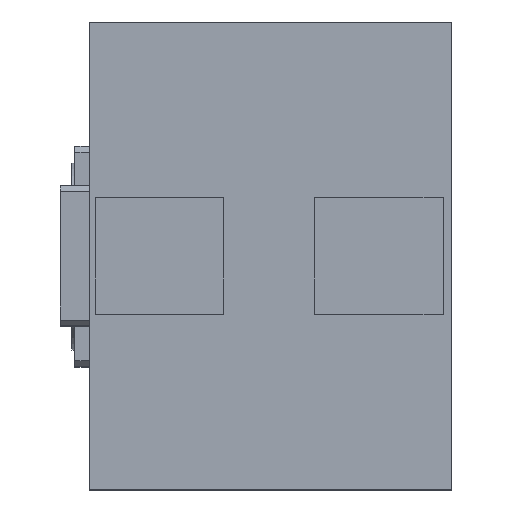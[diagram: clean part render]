
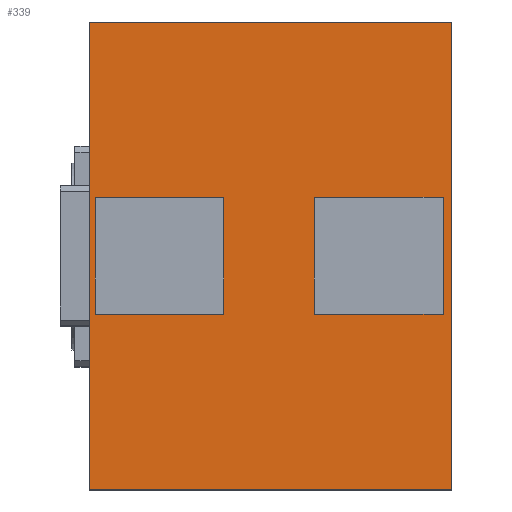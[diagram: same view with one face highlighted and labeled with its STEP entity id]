
A CAD part, top view. The second image highlights one B-rep face of the part: STEP entity #339.
In plain terms, the highlighted planar face has unit normal (0, 0, 1).
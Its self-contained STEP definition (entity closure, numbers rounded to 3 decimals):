
#41=LINE('',#1371,#147);
#42=LINE('',#1373,#148);
#43=LINE('',#1376,#149);
#44=LINE('',#1378,#150);
#45=LINE('',#1380,#151);
#46=LINE('',#1381,#152);
#47=LINE('',#1384,#153);
#48=LINE('',#1386,#154);
#49=LINE('',#1388,#155);
#50=LINE('',#1389,#156);
#51=LINE('',#1391,#157);
#52=LINE('',#1393,#158);
#53=LINE('',#1395,#159);
#54=LINE('',#1397,#160);
#147=VECTOR('',#1061,1.);
#148=VECTOR('',#1064,1.);
#149=VECTOR('',#1065,1.);
#150=VECTOR('',#1066,1.);
#151=VECTOR('',#1067,1.);
#152=VECTOR('',#1068,1.);
#153=VECTOR('',#1069,1.);
#154=VECTOR('',#1070,1.);
#155=VECTOR('',#1071,1.);
#156=VECTOR('',#1072,1.);
#157=VECTOR('',#1073,1.);
#158=VECTOR('',#1074,1.);
#159=VECTOR('',#1075,1.);
#160=VECTOR('',#1076,1.);
#252=PLANE('',#977);
#339=ADVANCED_FACE('',(#394,#395,#396),#252,.T.);
#394=FACE_BOUND('',#415,.T.);
#395=FACE_BOUND('',#416,.T.);
#396=FACE_BOUND('',#417,.T.);
#415=EDGE_LOOP('',(#480,#481,#482,#483));
#416=EDGE_LOOP('',(#484,#485,#486,#487));
#417=EDGE_LOOP('',(#488,#489,#490,#491,#492,#493));
#480=ORIENTED_EDGE('',*,*,#811,.T.);
#481=ORIENTED_EDGE('',*,*,#812,.T.);
#482=ORIENTED_EDGE('',*,*,#813,.T.);
#483=ORIENTED_EDGE('',*,*,#814,.T.);
#484=ORIENTED_EDGE('',*,*,#815,.T.);
#485=ORIENTED_EDGE('',*,*,#816,.T.);
#486=ORIENTED_EDGE('',*,*,#817,.T.);
#487=ORIENTED_EDGE('',*,*,#818,.T.);
#488=ORIENTED_EDGE('',*,*,#819,.F.);
#489=ORIENTED_EDGE('',*,*,#810,.F.);
#490=ORIENTED_EDGE('',*,*,#820,.T.);
#491=ORIENTED_EDGE('',*,*,#821,.T.);
#492=ORIENTED_EDGE('',*,*,#822,.F.);
#493=ORIENTED_EDGE('',*,*,#823,.F.);
#724=VERTEX_POINT('',#1366);
#726=VERTEX_POINT('',#1370);
#727=VERTEX_POINT('',#1374);
#728=VERTEX_POINT('',#1375);
#729=VERTEX_POINT('',#1377);
#730=VERTEX_POINT('',#1379);
#731=VERTEX_POINT('',#1382);
#732=VERTEX_POINT('',#1383);
#733=VERTEX_POINT('',#1385);
#734=VERTEX_POINT('',#1387);
#735=VERTEX_POINT('',#1390);
#736=VERTEX_POINT('',#1392);
#737=VERTEX_POINT('',#1394);
#738=VERTEX_POINT('',#1396);
#810=EDGE_CURVE('',#726,#724,#41,.T.);
#811=EDGE_CURVE('',#727,#728,#42,.T.);
#812=EDGE_CURVE('',#728,#729,#43,.T.);
#813=EDGE_CURVE('',#729,#730,#44,.T.);
#814=EDGE_CURVE('',#730,#727,#45,.T.);
#815=EDGE_CURVE('',#731,#732,#46,.T.);
#816=EDGE_CURVE('',#732,#733,#47,.T.);
#817=EDGE_CURVE('',#733,#734,#48,.T.);
#818=EDGE_CURVE('',#734,#731,#49,.T.);
#819=EDGE_CURVE('',#724,#735,#50,.T.);
#820=EDGE_CURVE('',#726,#736,#51,.T.);
#821=EDGE_CURVE('',#736,#737,#52,.T.);
#822=EDGE_CURVE('',#738,#737,#53,.T.);
#823=EDGE_CURVE('',#735,#738,#54,.T.);
#977=AXIS2_PLACEMENT_3D('',#1398,#1077,#1078);
#1061=DIRECTION('',(-1.,0.,0.));
#1064=DIRECTION('',(-1.,0.,0.));
#1065=DIRECTION('',(0.,1.,0.));
#1066=DIRECTION('',(1.,0.,0.));
#1067=DIRECTION('',(0.,-1.,0.));
#1068=DIRECTION('',(-1.,0.,0.));
#1069=DIRECTION('',(0.,1.,0.));
#1070=DIRECTION('',(1.,0.,0.));
#1071=DIRECTION('',(0.,-1.,0.));
#1072=DIRECTION('',(0.,1.,0.));
#1073=DIRECTION('',(0.,1.,0.));
#1074=DIRECTION('',(-1.,0.,0.));
#1075=DIRECTION('',(0.,1.,0.));
#1076=DIRECTION('',(0.,1.,0.));
#1077=DIRECTION('',(0.,0.,1.));
#1078=DIRECTION('',(0.,-1.,0.));
#1366=CARTESIAN_POINT('',(0.,-40.,0.));
#1370=CARTESIAN_POINT('',(62.,-40.,0.));
#1371=CARTESIAN_POINT('',(62.,-40.,0.));
#1373=CARTESIAN_POINT('',(23.,-10.,0.));
#1374=CARTESIAN_POINT('',(23.,-10.,0.));
#1375=CARTESIAN_POINT('',(1.,-10.,0.));
#1376=CARTESIAN_POINT('',(1.,-10.,0.));
#1377=CARTESIAN_POINT('',(1.,10.,0.));
#1378=CARTESIAN_POINT('',(1.,10.,0.));
#1379=CARTESIAN_POINT('',(23.,10.,0.));
#1380=CARTESIAN_POINT('',(23.,10.,0.));
#1381=CARTESIAN_POINT('',(60.5,-10.,0.));
#1382=CARTESIAN_POINT('',(60.5,-10.,0.));
#1383=CARTESIAN_POINT('',(38.5,-10.,0.));
#1384=CARTESIAN_POINT('',(38.5,-10.,0.));
#1385=CARTESIAN_POINT('',(38.5,10.,0.));
#1386=CARTESIAN_POINT('',(38.5,10.,0.));
#1387=CARTESIAN_POINT('',(60.5,10.,0.));
#1388=CARTESIAN_POINT('',(60.5,10.,0.));
#1389=CARTESIAN_POINT('',(0.,-40.,0.));
#1390=CARTESIAN_POINT('',(0.,-12.,0.));
#1391=CARTESIAN_POINT('',(62.,-40.,0.));
#1392=CARTESIAN_POINT('',(62.,40.,0.));
#1393=CARTESIAN_POINT('',(62.,40.,0.));
#1394=CARTESIAN_POINT('',(0.,40.,0.));
#1395=CARTESIAN_POINT('',(0.,-40.,0.));
#1396=CARTESIAN_POINT('',(0.,12.,0.));
#1397=CARTESIAN_POINT('',(0.,-40.,0.));
#1398=CARTESIAN_POINT('',(62.,-40.,0.));
